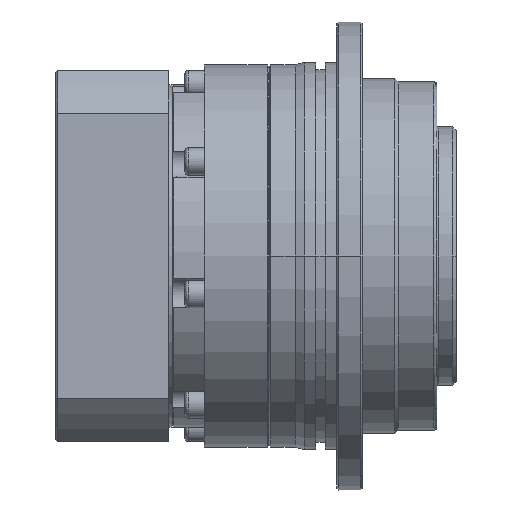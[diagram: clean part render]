
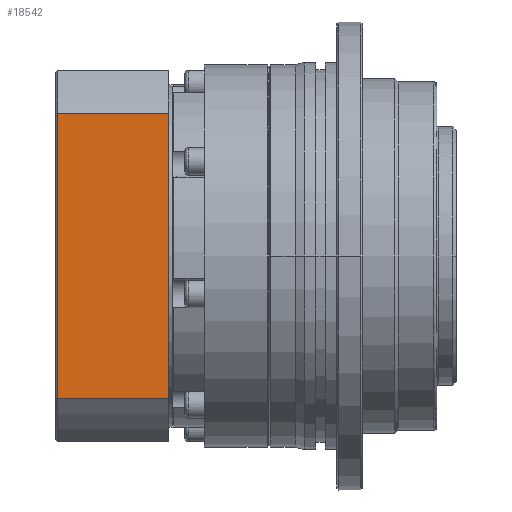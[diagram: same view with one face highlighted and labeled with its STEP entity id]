
A CAD part, front view. The second image highlights one B-rep face of the part: STEP entity #18542.
In plain terms, the highlighted planar face has unit normal (0, -1, 0).
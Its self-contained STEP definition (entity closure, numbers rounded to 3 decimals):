
#718 = DIRECTION ( 'NONE',  ( 0., 0., 1. ) ) ;
#1868 = LINE ( 'NONE', #13465, #6787 ) ;
#3466 = VERTEX_POINT ( 'NONE', #5261 ) ;
#4059 = LINE ( 'NONE', #19025, #8937 ) ;
#4886 = VECTOR ( 'NONE', #6999, 1000. ) ;
#5261 = CARTESIAN_POINT ( 'NONE',  ( -44.159, -57.5, 35. ) ) ;
#5420 = FACE_OUTER_BOUND ( 'NONE', #12363, .T. ) ;
#5894 = ORIENTED_EDGE ( 'NONE', *, *, #15942, .F. ) ;
#6049 = LINE ( 'NONE', #25942, #11726 ) ;
#6527 = CARTESIAN_POINT ( 'NONE',  ( 44.159, -57.5, 0.5 ) ) ;
#6787 = VECTOR ( 'NONE', #718, 1000. ) ;
#6999 = DIRECTION ( 'NONE',  ( 1., 0., 0. ) ) ;
#8702 = DIRECTION ( 'NONE',  ( 0., 1., 0. ) ) ;
#8937 = VECTOR ( 'NONE', #12803, 1000. ) ;
#10433 = CARTESIAN_POINT ( 'NONE',  ( -44.159, -57.5, 0.5 ) ) ;
#10829 = EDGE_CURVE ( 'NONE', #16349, #11105, #6049, .T. ) ;
#11105 = VERTEX_POINT ( 'NONE', #10433 ) ;
#11391 = DIRECTION ( 'NONE',  ( -1., 0., 0. ) ) ;
#11726 = VECTOR ( 'NONE', #11391, 1000. ) ;
#12363 = EDGE_LOOP ( 'NONE', ( #17604, #26128, #24499, #5894 ) ) ;
#12803 = DIRECTION ( 'NONE',  ( 0., 0., -1. ) ) ;
#13465 = CARTESIAN_POINT ( 'NONE',  ( -44.159, -57.5, 0. ) ) ;
#15001 = PLANE ( 'NONE',  #24641 ) ;
#15942 = EDGE_CURVE ( 'NONE', #3466, #16893, #16827, .T. ) ;
#16349 = VERTEX_POINT ( 'NONE', #6527 ) ;
#16827 = LINE ( 'NONE', #21689, #4886 ) ;
#16893 = VERTEX_POINT ( 'NONE', #19562 ) ;
#17604 = ORIENTED_EDGE ( 'NONE', *, *, #18130, .F. ) ;
#18130 = EDGE_CURVE ( 'NONE', #11105, #3466, #1868, .T. ) ;
#18542 = ADVANCED_FACE ( 'NONE', ( #5420 ), #15001, .F. ) ;
#19025 = CARTESIAN_POINT ( 'NONE',  ( 44.159, -57.5, 0. ) ) ;
#19562 = CARTESIAN_POINT ( 'NONE',  ( 44.159, -57.5, 35. ) ) ;
#21285 = CARTESIAN_POINT ( 'NONE',  ( -44.159, -57.5, 39. ) ) ;
#21689 = CARTESIAN_POINT ( 'NONE',  ( -47.255, -57.5, 35. ) ) ;
#23386 = DIRECTION ( 'NONE',  ( -1., 0., 0. ) ) ;
#24499 = ORIENTED_EDGE ( 'NONE', *, *, #26283, .F. ) ;
#24641 = AXIS2_PLACEMENT_3D ( 'NONE', #21285, #8702, #23386 ) ;
#25942 = CARTESIAN_POINT ( 'NONE',  ( -44.159, -57.5, 0.5 ) ) ;
#26128 = ORIENTED_EDGE ( 'NONE', *, *, #10829, .F. ) ;
#26283 = EDGE_CURVE ( 'NONE', #16893, #16349, #4059, .T. ) ;
